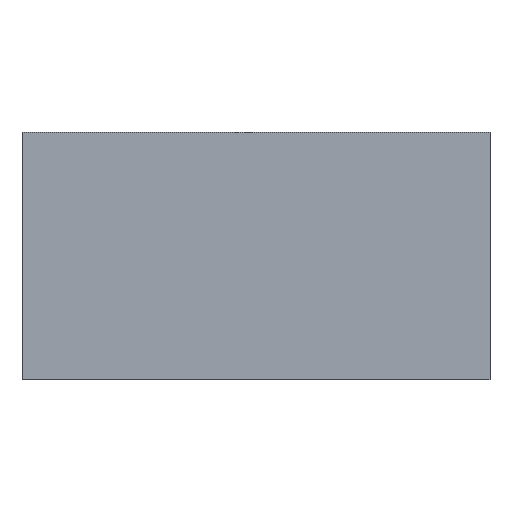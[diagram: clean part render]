
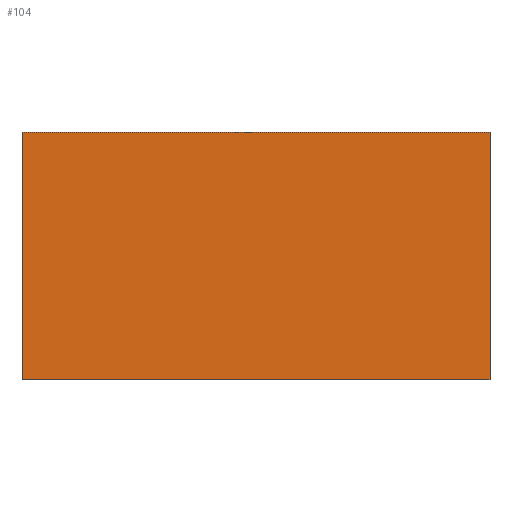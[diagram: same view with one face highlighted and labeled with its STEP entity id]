
A CAD part, left-side view. The second image highlights one B-rep face of the part: STEP entity #104.
In plain terms, the highlighted planar face has unit normal (-1, 0, 0).
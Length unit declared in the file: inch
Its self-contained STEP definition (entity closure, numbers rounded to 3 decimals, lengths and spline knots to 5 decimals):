
#18=FACE_OUTER_BOUND('',#24,.T.);
#24=EDGE_LOOP('',(#83,#84,#85,#86));
#30=LINE('',#162,#42);
#34=LINE('',#171,#46);
#36=LINE('',#175,#48);
#37=LINE('',#176,#49);
#42=VECTOR('',#134,0.3937);
#46=VECTOR('',#142,0.3937);
#48=VECTOR('',#146,0.3937);
#49=VECTOR('',#147,0.3937);
#51=VERTEX_POINT('',#155);
#54=VERTEX_POINT('',#160);
#57=VERTEX_POINT('',#170);
#58=VERTEX_POINT('',#174);
#62=EDGE_CURVE('',#51,#54,#30,.T.);
#66=EDGE_CURVE('',#54,#57,#34,.T.);
#68=EDGE_CURVE('',#57,#58,#36,.T.);
#69=EDGE_CURVE('',#58,#51,#37,.T.);
#83=ORIENTED_EDGE('',*,*,#62,.T.);
#84=ORIENTED_EDGE('',*,*,#66,.T.);
#85=ORIENTED_EDGE('',*,*,#68,.T.);
#86=ORIENTED_EDGE('',*,*,#69,.T.);
#98=PLANE('',#124);
#104=ADVANCED_FACE('',(#18),#98,.T.);
#124=AXIS2_PLACEMENT_3D('',#173,#144,#145);
#134=DIRECTION('',(0.,-1.,0.));
#142=DIRECTION('',(0.,0.,1.));
#144=DIRECTION('center_axis',(-1.,0.,0.));
#145=DIRECTION('ref_axis',(0.,0.,
1.));
#146=DIRECTION('',(0.,1.,0.));
#147=DIRECTION('',(0.,0.,-1.));
#155=CARTESIAN_POINT('',(-375.375,34.49995,-0.4375));
#160=CARTESIAN_POINT('',(-375.375,4.25,-0.4375));
#162=CARTESIAN_POINT('',(-375.375,29.24995,-0.4375));
#170=CARTESIAN_POINT('',(-375.375,4.25,15.5625));
#171=CARTESIAN_POINT('',(-375.375,4.25,3.5625));
#173=CARTESIAN_POINT('Origin',(-375.375,2.,7.5625));
#174=CARTESIAN_POINT('',(-375.375,34.49995,15.5625));
#175=CARTESIAN_POINT('',(-375.375,0.,15.5625));
#176=CARTESIAN_POINT('',(-375.375,34.49995,-0.313));
